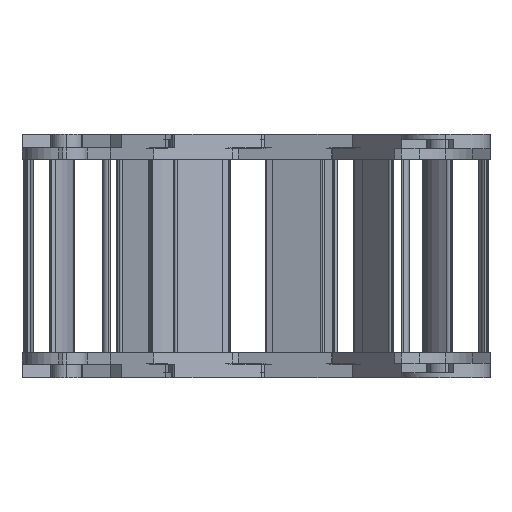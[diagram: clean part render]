
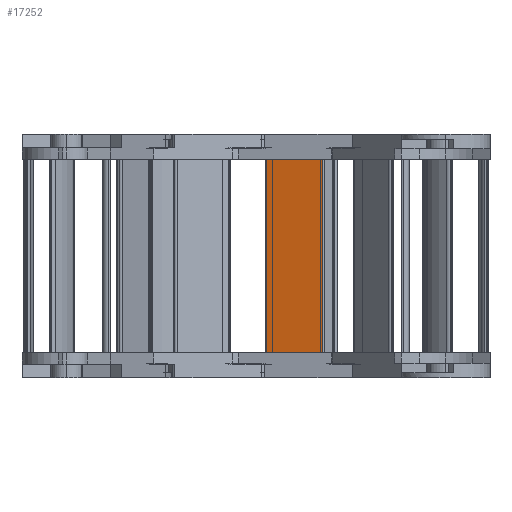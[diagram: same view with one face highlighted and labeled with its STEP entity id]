
A CAD part, left-side view. The second image highlights one B-rep face of the part: STEP entity #17252.
In plain terms, the highlighted planar face has unit normal (-0.97, 0.244, 0).
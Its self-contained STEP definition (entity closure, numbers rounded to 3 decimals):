
#3855 = VECTOR ( 'NONE', #73528, 1000. ) ;
#4888 = EDGE_CURVE ( 'NONE', #57765, #26604, #33563, .T. ) ;
#5181 = FACE_OUTER_BOUND ( 'NONE', #42135, .T. ) ;
#8510 = CARTESIAN_POINT ( 'NONE',  ( 37.239, 46.212, 25. ) ) ;
#8982 = DIRECTION ( 'NONE',  ( 0.244, 0.97, 0. ) ) ;
#16857 = CARTESIAN_POINT ( 'NONE',  ( 33.653, 31.957, 25. ) ) ;
#17252 = ADVANCED_FACE ( 'NONE', ( #5181 ), #21972, .F. ) ;
#17908 = VECTOR ( 'NONE', #34024, 1000. ) ;
#21090 = EDGE_CURVE ( 'NONE', #26604, #68399, #40629, .T. ) ;
#21972 = PLANE ( 'NONE',  #32424 ) ;
#22952 = ORIENTED_EDGE ( 'NONE', *, *, #4888, .F. ) ;
#23422 = CARTESIAN_POINT ( 'NONE',  ( 33.653, 31.957, -25. ) ) ;
#26604 = VERTEX_POINT ( 'NONE', #64188 ) ;
#30232 = ORIENTED_EDGE ( 'NONE', *, *, #75247, .F. ) ;
#30810 = CARTESIAN_POINT ( 'NONE',  ( 37.239, 46.212, -25. ) ) ;
#30895 = ORIENTED_EDGE ( 'NONE', *, *, #69052, .F. ) ;
#31177 = VECTOR ( 'NONE', #59970, 1000. ) ;
#31760 = CARTESIAN_POINT ( 'NONE',  ( 37.239, 46.212, 25. ) ) ;
#32424 = AXIS2_PLACEMENT_3D ( 'NONE', #34049, #34438, #51955 ) ;
#33563 = LINE ( 'NONE', #57302, #31177 ) ;
#34024 = DIRECTION ( 'NONE',  ( 0., 0., -1. ) ) ;
#34049 = CARTESIAN_POINT ( 'NONE',  ( 37.239, 46.212, 25. ) ) ;
#34438 = DIRECTION ( 'NONE',  ( 0.97, -0.244, 0. ) ) ;
#36954 = VECTOR ( 'NONE', #8982, 1000. ) ;
#37751 = LINE ( 'NONE', #8510, #3855 ) ;
#40629 = LINE ( 'NONE', #16857, #17908 ) ;
#42135 = EDGE_LOOP ( 'NONE', ( #77030, #22952, #30895, #30232 ) ) ;
#51955 = DIRECTION ( 'NONE',  ( 0., 0., -1. ) ) ;
#55735 = CARTESIAN_POINT ( 'NONE',  ( 37.239, 46.212, -25. ) ) ;
#57302 = CARTESIAN_POINT ( 'NONE',  ( 37.239, 46.212, 25. ) ) ;
#57765 = VERTEX_POINT ( 'NONE', #31760 ) ;
#59970 = DIRECTION ( 'NONE',  ( -0.244, -0.97, 0. ) ) ;
#64188 = CARTESIAN_POINT ( 'NONE',  ( 33.653, 31.957, 25. ) ) ;
#64353 = VERTEX_POINT ( 'NONE', #30810 ) ;
#68161 = LINE ( 'NONE', #55735, #36954 ) ;
#68399 = VERTEX_POINT ( 'NONE', #23422 ) ;
#69052 = EDGE_CURVE ( 'NONE', #64353, #57765, #37751, .T. ) ;
#73528 = DIRECTION ( 'NONE',  ( 0., 0., 1. ) ) ;
#75247 = EDGE_CURVE ( 'NONE', #68399, #64353, #68161, .T. ) ;
#77030 = ORIENTED_EDGE ( 'NONE', *, *, #21090, .F. ) ;
